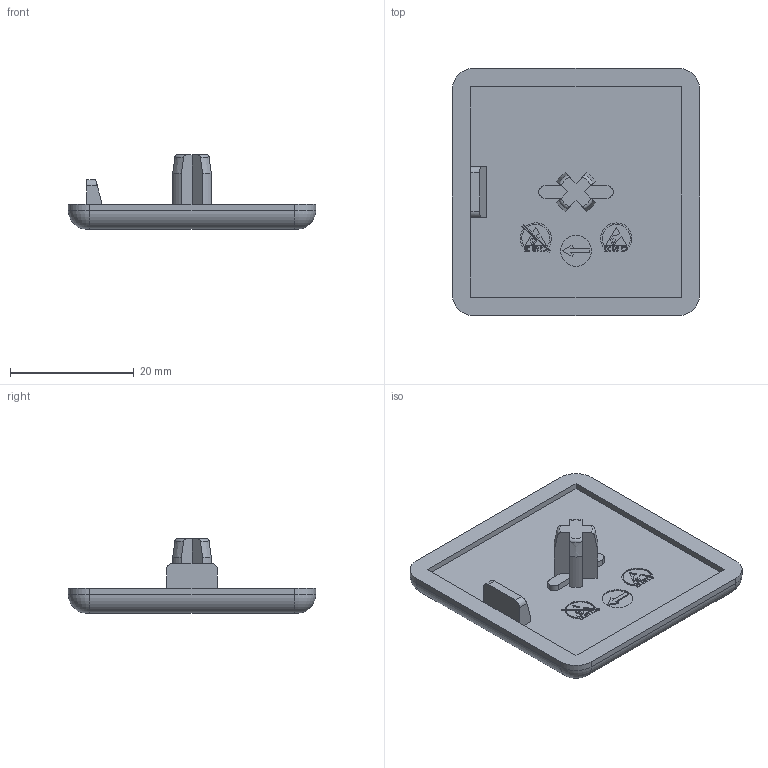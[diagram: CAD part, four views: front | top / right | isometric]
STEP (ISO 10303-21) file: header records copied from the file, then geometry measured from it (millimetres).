
FILE_DESCRIPTION (( 'STEP AP214' ), '1' );
FILE_NAME ('091007.STEP', '2014-08-21T13:39:20', ( '' ), ( '' ), 'SwSTEP 2.0', 'SolidWorks 2014', '' );
FILE_SCHEMA (( 'AUTOMOTIVE_DESIGN' ));
Length unit declared in the file: millimetre
Products named in the file (1): 091007
Bounding box: 40 x 40 x 12 mm (x, y, z)
Volume: 5215.4 mm3; surface area: 4080.9 mm2
Topology: 1 solids, 1 shells, 289 faces, 803 edges, 532 vertices
Faces by surface type: plane 242, cylinder 31, torus 8, cone 4, bspline 4
Entity records: 9199 total; most frequent: CARTESIAN_POINT 1747, ORIENTED_EDGE 1606, DIRECTION 1421, EDGE_CURVE 803, LINE 705, VECTOR 705, VERTEX_POINT 532, AXIS2_PLACEMENT_3D 358
